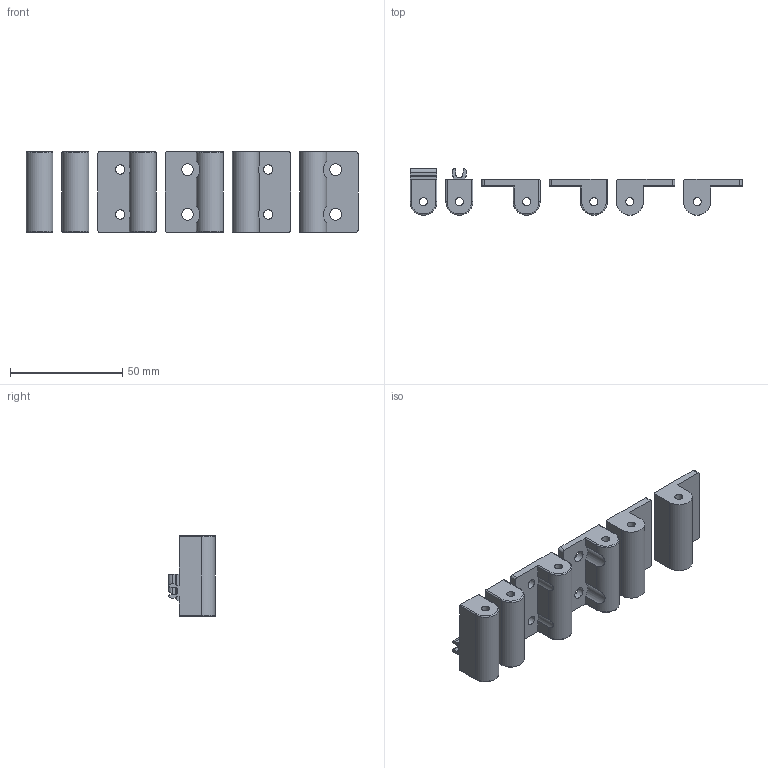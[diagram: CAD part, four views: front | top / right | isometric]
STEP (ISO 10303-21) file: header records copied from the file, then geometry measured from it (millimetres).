
FILE_DESCRIPTION(/* description */ (''),/* implementation_level */ '2;1');
FILE_NAME(/* name */ 'Revo Nozzle Holder v7.step',/* time_stamp */ '2022-09-29T12:31:38-04:00',/* author */ (''),/* organization */ (''),/* preprocessor_version */ 'ST-DEVELOPER v19',/* originating_system */ 'Autodesk Translation Framework v11.7.0.108',/* authorisation */ '');
FILE_SCHEMA (('AUTOMOTIVE_DESIGN { 1 0 10303 214 3 1 1 }'));
Length unit declared in the file: millimetre
Products named in the file (7): Revo Nozzle Holder; CLIPH; CLIPV; M4R; M4L; M5L; M5R
Assembly tree (6 placements, depth 2):
  Revo Nozzle Holder
    CLIPH
    CLIPV
    M4R
    M4L
    M5L
    M5R
Bounding box: 148 x 20.69 x 36 mm (x, y, z)
Volume: 38929.1 mm3; surface area: 21626.5 mm2
Topology: 6 solids, 6 shells, 237 faces, 592 edges, 378 vertices
Faces by surface type: cylinder 86, plane 79, bspline 30, torus 24, cone 18
Full cylindrical faces by diameter (mm): 3.6 x6, 4.2 x4, 4.796 x6, 5 x4, 5.2 x4, 6.4 x6
Entity records: 31203 total; most frequent: CARTESIAN_POINT 25331, ORIENTED_EDGE 1184, DIRECTION 1184, EDGE_CURVE 592, AXIS2_PLACEMENT_3D 458, VERTEX_POINT 378, EDGE_LOOP 276, LINE 268
